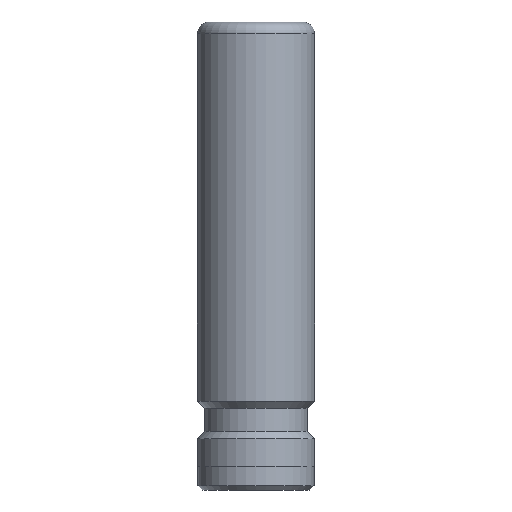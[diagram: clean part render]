
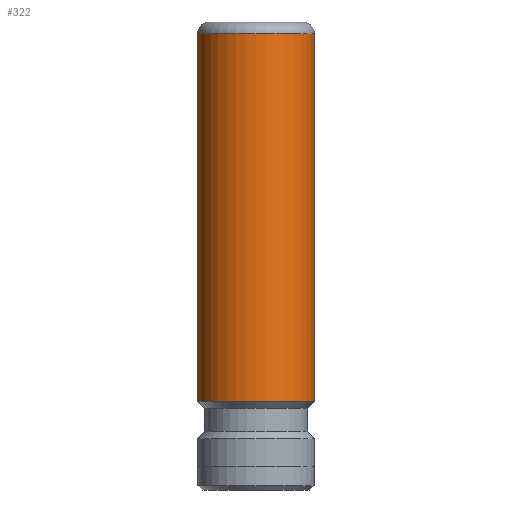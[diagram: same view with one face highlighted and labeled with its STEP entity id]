
A CAD part, front view. The second image highlights one B-rep face of the part: STEP entity #322.
In plain terms, the highlighted cylindrical face has radius 12.5 mm (diameter 25 mm), a partial arc.
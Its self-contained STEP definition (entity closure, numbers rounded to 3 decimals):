
#19 = EDGE_CURVE ( 'NONE', #468, #573, #422, .T. ) ;
#50 = ORIENTED_EDGE ( 'NONE', *, *, #19, .F. ) ;
#59 = DIRECTION ( 'NONE',  ( 0., 0., -1. ) ) ;
#62 = CARTESIAN_POINT ( 'NONE',  ( 0., 0., 97.5 ) ) ;
#112 = FACE_OUTER_BOUND ( 'NONE', #584, .T. ) ;
#156 = DIRECTION ( 'NONE',  ( -1., 0., 0. ) ) ;
#169 = EDGE_CURVE ( 'NONE', #309, #511, #555, .T. ) ;
#171 = CARTESIAN_POINT ( 'NONE',  ( 0., 0., 19. ) ) ;
#213 = ORIENTED_EDGE ( 'NONE', *, *, #669, .F. ) ;
#242 = CARTESIAN_POINT ( 'NONE',  ( -12.5, 0., 97.5 ) ) ;
#304 = CARTESIAN_POINT ( 'NONE',  ( 12.5, 0., 19. ) ) ;
#309 = VERTEX_POINT ( 'NONE', #737 ) ;
#315 = AXIS2_PLACEMENT_3D ( 'NONE', #171, #636, #709 ) ;
#322 = ADVANCED_FACE ( 'NONE', ( #112 ), #386, .T. ) ;
#346 = DIRECTION ( 'NONE',  ( 0., 0., -1. ) ) ;
#357 = DIRECTION ( 'NONE',  ( 1., 0., 0. ) ) ;
#381 = LINE ( 'NONE', #660, #652 ) ;
#386 = CYLINDRICAL_SURFACE ( 'NONE', #562, 12.5 ) ;
#402 = CARTESIAN_POINT ( 'NONE',  ( 0., 0., 100. ) ) ;
#422 = CIRCLE ( 'NONE', #315, 12.5 ) ;
#437 = CARTESIAN_POINT ( 'NONE',  ( -12.5, 0., 19. ) ) ;
#468 = VERTEX_POINT ( 'NONE', #304 ) ;
#491 = AXIS2_PLACEMENT_3D ( 'NONE', #62, #59, #357 ) ;
#511 = VERTEX_POINT ( 'NONE', #242 ) ;
#543 = VECTOR ( 'NONE', #346, 1000. ) ;
#549 = EDGE_CURVE ( 'NONE', #511, #573, #381, .T. ) ;
#555 = CIRCLE ( 'NONE', #491, 12.5 ) ;
#562 = AXIS2_PLACEMENT_3D ( 'NONE', #402, #625, #156 ) ;
#573 = VERTEX_POINT ( 'NONE', #437 ) ;
#584 = EDGE_LOOP ( 'NONE', ( #213, #601, #736, #50 ) ) ;
#590 = LINE ( 'NONE', #692, #543 ) ;
#601 = ORIENTED_EDGE ( 'NONE', *, *, #169, .T. ) ;
#625 = DIRECTION ( 'NONE',  ( 0., 0., -1. ) ) ;
#636 = DIRECTION ( 'NONE',  ( 0., 0., -1. ) ) ;
#652 = VECTOR ( 'NONE', #656, 1000. ) ;
#656 = DIRECTION ( 'NONE',  ( 0., 0., -1. ) ) ;
#660 = CARTESIAN_POINT ( 'NONE',  ( -12.5, 0., 100. ) ) ;
#669 = EDGE_CURVE ( 'NONE', #309, #468, #590, .T. ) ;
#692 = CARTESIAN_POINT ( 'NONE',  ( 12.5, 0., 100. ) ) ;
#709 = DIRECTION ( 'NONE',  ( -1., 0., 0. ) ) ;
#736 = ORIENTED_EDGE ( 'NONE', *, *, #549, .T. ) ;
#737 = CARTESIAN_POINT ( 'NONE',  ( 12.5, 0., 97.5 ) ) ;
